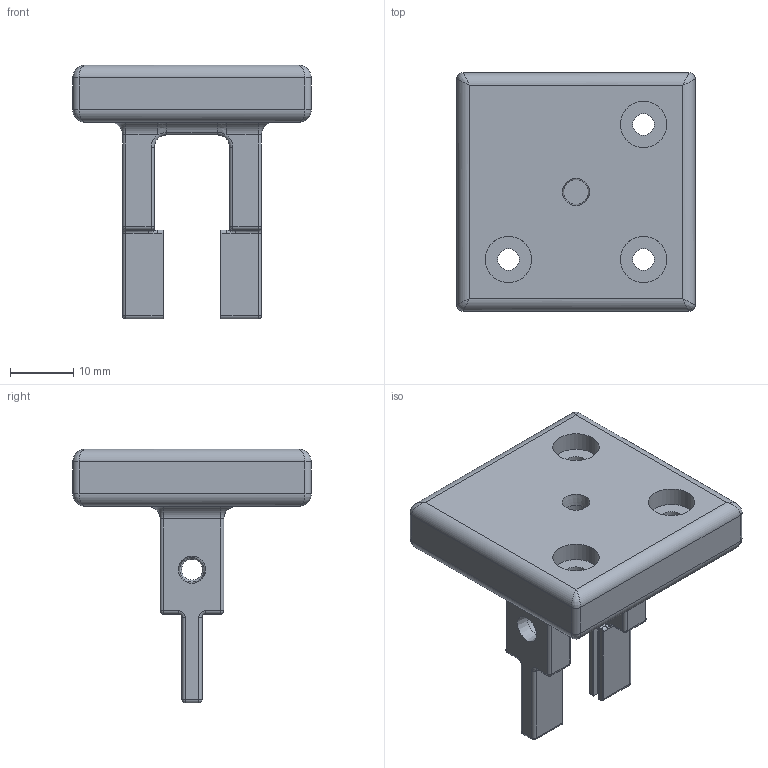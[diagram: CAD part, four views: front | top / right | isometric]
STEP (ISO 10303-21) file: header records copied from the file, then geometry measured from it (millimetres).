
FILE_DESCRIPTION(/* description */ (''),/* implementation_level */ '2;1');
FILE_NAME(/* name */ 'PayloadHolder_NONREDUCED_NP1.stp',/* time_stamp */ '2023-03-17T16:42:44Z',/* author */ ('Pip'),/* organization */ (''),/* preprocessor_version */ 'ST-DEVELOPER v19',/* originating_system */ 'Autodesk Inventor 2023',/* authorisation */ '');
FILE_SCHEMA (('AUTOMOTIVE_DESIGN { 1 0 10303 214 3 1 1 }'));
Length unit declared in the file: millimetre
Products named in the file (1): PayloadHolder
Bounding box: 37.6 x 37.6 x 40 mm (x, y, z)
Volume: 14068.9 mm3; surface area: 5936.4 mm2
Topology: 1 solids, 1 shells, 257 faces, 576 edges, 319 vertices
Faces by surface type: cylinder 108, bspline 48, plane 44, torus 35, sphere 20, cone 2
Full cylindrical faces by diameter (mm): 3.3 x1, 3.4 x3, 3.9 x2, 6.5 x3, 7.3 x3
Entity records: 9597 total; most frequent: CARTESIAN_POINT 3945, DIRECTION 1232, ORIENTED_EDGE 1136, EDGE_CURVE 568, AXIS2_PLACEMENT_3D 510, VERTEX_POINT 319, CIRCLE 284, EDGE_LOOP 273
